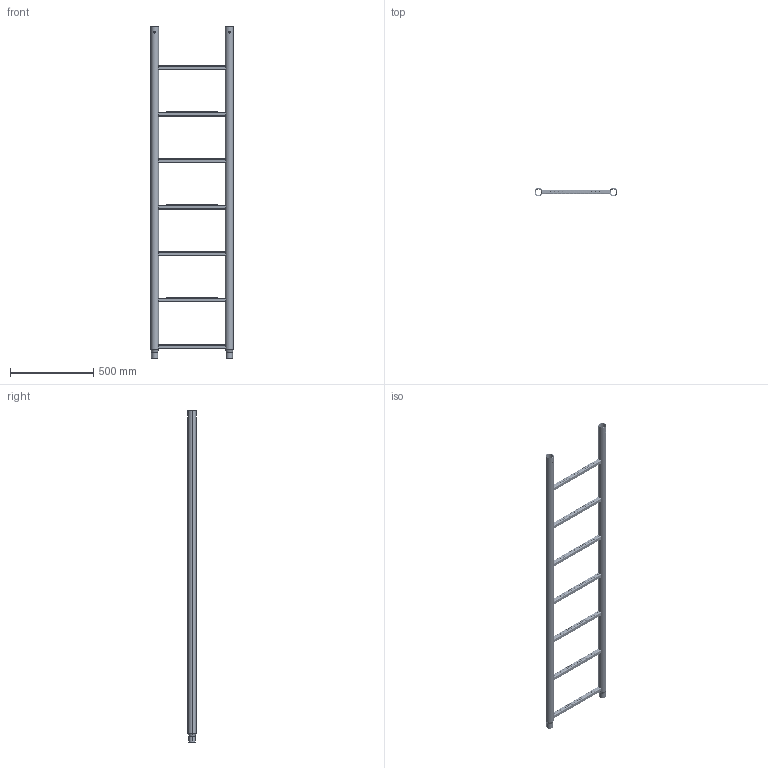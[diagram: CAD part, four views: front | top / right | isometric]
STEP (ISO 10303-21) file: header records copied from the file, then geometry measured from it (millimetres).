
FILE_DESCRIPTION (( 'STEP AP203' ), '1' );
FILE_NAME ('5294000007.STEP', '2024-04-22T11:09:48', ( '' ), ( '' ), 'SwSTEP 2.0', 'SolidWorks 2022', '' );
FILE_SCHEMA (( 'CONFIG_CONTROL_DESIGN' ));
Products named in the file (1): 5294000007
Bounding box: 498.3 x 48.3 x 2000 mm (x, y, z)
Volume: 1513886.7 mm3; surface area: 1544822.6 mm2
Topology: 9 solids, 9 shells, 3369 faces, 9357 edges, 5698 vertices
Faces by surface type: cone 1100, torus 736, plane 690, cylinder 675, bspline 168
Entity records: 122632 total; most frequent: CARTESIAN_POINT 32939, DIRECTION 20329, ORIENTED_EDGE 18714, EDGE_CURVE 9357, AXIS2_PLACEMENT_3D 8416, VERTEX_POINT 5698, CIRCLE 5214, EDGE_LOOP 3801
